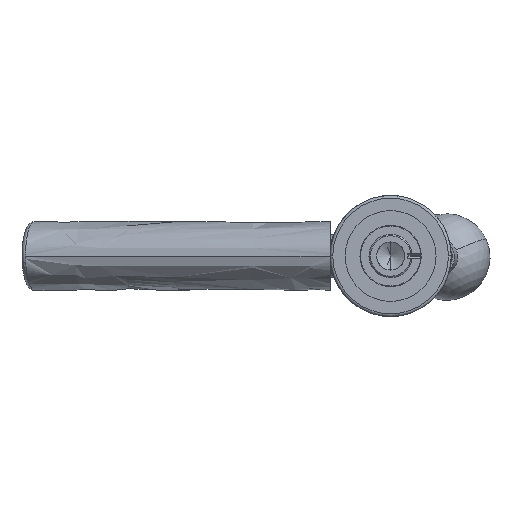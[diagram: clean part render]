
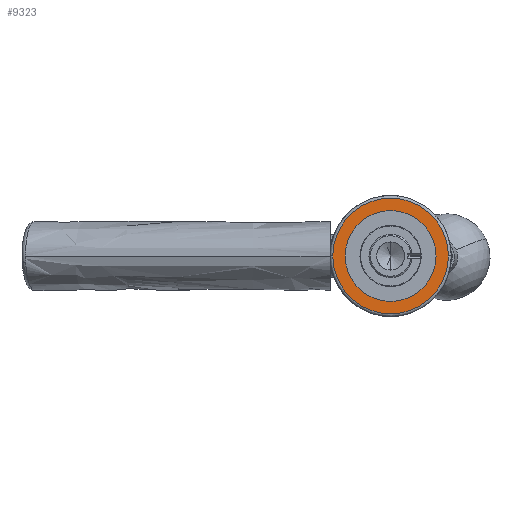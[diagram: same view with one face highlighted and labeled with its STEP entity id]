
A CAD part, left-side view. The second image highlights one B-rep face of the part: STEP entity #9323.
In plain terms, the highlighted planar face has unit normal (-1, 0, 0).
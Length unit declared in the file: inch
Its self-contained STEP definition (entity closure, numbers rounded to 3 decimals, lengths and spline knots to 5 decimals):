
#5 = CARTESIAN_POINT ( 'NONE',  ( -3.915, 0., 0.4375 ) ) ;
#357 = VERTEX_POINT ( 'NONE', #5 ) ;
#366 = DIRECTION ( 'NONE',  ( 0., -1., 0. ) ) ;
#902 = FACE_BOUND ( 'NONE', #14499, .T. ) ;
#1052 = DIRECTION ( 'NONE',  ( 1., 0., 0. ) ) ;
#1101 = EDGE_LOOP ( 'NONE', ( #12018, #4304 ) ) ;
#1255 = EDGE_CURVE ( 'NONE', #13267, #357, #14522, .T. ) ;
#1484 = CIRCLE ( 'NONE', #5065, 0.835 ) ;
#2152 = VERTEX_POINT ( 'NONE', #4737 ) ;
#3076 = CARTESIAN_POINT ( 'NONE',  ( -3.915, 0., -0.4375 ) ) ;
#3877 = CIRCLE ( 'NONE', #11807, 0.4375 ) ;
#4304 = ORIENTED_EDGE ( 'NONE', *, *, #5734, .T. ) ;
#4666 = DIRECTION ( 'NONE',  ( -1., 0., 0. ) ) ;
#4737 = CARTESIAN_POINT ( 'NONE',  ( -3.915, 0.835, 0. ) ) ;
#5065 = AXIS2_PLACEMENT_3D ( 'NONE', #14923, #9163, #366 ) ;
#5600 = AXIS2_PLACEMENT_3D ( 'NONE', #7784, #10350, #11557 ) ;
#5700 = CARTESIAN_POINT ( 'NONE',  ( -3.915, 0., 0. ) ) ;
#5734 = EDGE_CURVE ( 'NONE', #2152, #6318, #1484, .T. ) ;
#5770 = PLANE ( 'NONE',  #6981 ) ;
#5820 = ORIENTED_EDGE ( 'NONE', *, *, #1255, .F. ) ;
#6202 = CIRCLE ( 'NONE', #7740, 0.835 ) ;
#6318 = VERTEX_POINT ( 'NONE', #13681 ) ;
#6981 = AXIS2_PLACEMENT_3D ( 'NONE', #8261, #1052, #15751 ) ;
#7243 = CARTESIAN_POINT ( 'NONE',  ( -3.915, 0., 0. ) ) ;
#7740 = AXIS2_PLACEMENT_3D ( 'NONE', #7243, #4666, #10930 ) ;
#7784 = CARTESIAN_POINT ( 'NONE',  ( -3.915, 0., 0. ) ) ;
#8261 = CARTESIAN_POINT ( 'NONE',  ( -3.915, -0.875, 0. ) ) ;
#9163 = DIRECTION ( 'NONE',  ( -1., 0., 0. ) ) ;
#9315 = EDGE_CURVE ( 'NONE', #357, #13267, #3877, .T. ) ;
#9323 = ADVANCED_FACE ( 'NONE', ( #902, #13057 ), #5770, .F. ) ;
#9371 = DIRECTION ( 'NONE',  ( 0., 0., -1. ) ) ;
#9653 = EDGE_CURVE ( 'NONE', #6318, #2152, #6202, .T. ) ;
#10350 = DIRECTION ( 'NONE',  ( -1., 0., 0. ) ) ;
#10591 = DIRECTION ( 'NONE',  ( -1., 0., 0. ) ) ;
#10930 = DIRECTION ( 'NONE',  ( 0., -1., 0. ) ) ;
#11557 = DIRECTION ( 'NONE',  ( 0., 0., -1. ) ) ;
#11807 = AXIS2_PLACEMENT_3D ( 'NONE', #5700, #10591, #9371 ) ;
#12018 = ORIENTED_EDGE ( 'NONE', *, *, #9653, .T. ) ;
#13057 = FACE_OUTER_BOUND ( 'NONE', #1101, .T. ) ;
#13267 = VERTEX_POINT ( 'NONE', #3076 ) ;
#13681 = CARTESIAN_POINT ( 'NONE',  ( -3.915, -0.835, 0. ) ) ;
#14499 = EDGE_LOOP ( 'NONE', ( #5820, #15746 ) ) ;
#14522 = CIRCLE ( 'NONE', #5600, 0.4375 ) ;
#14923 = CARTESIAN_POINT ( 'NONE',  ( -3.915, 0., 0. ) ) ;
#15746 = ORIENTED_EDGE ( 'NONE', *, *, #9315, .F. ) ;
#15751 = DIRECTION ( 'NONE',  ( 0., -1., 0. ) ) ;
